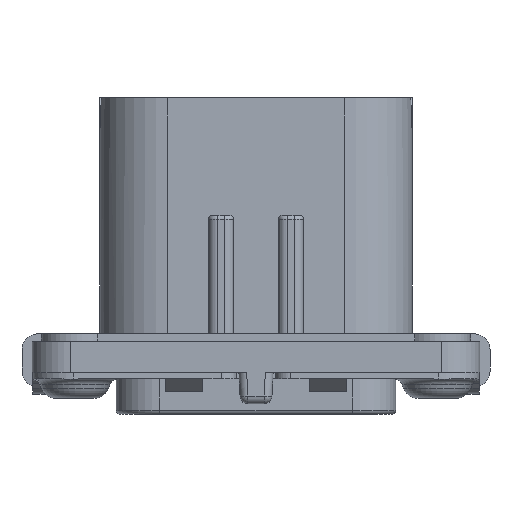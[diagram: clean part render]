
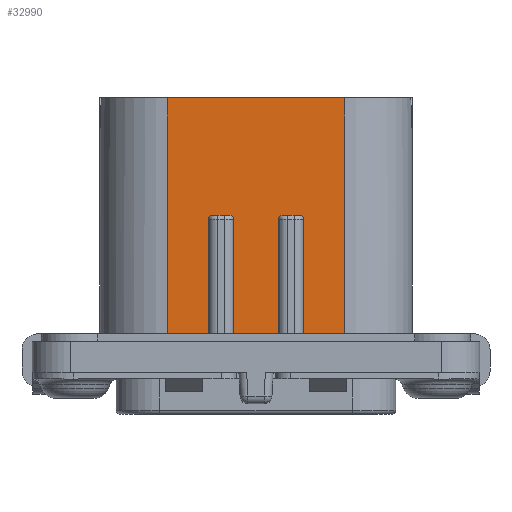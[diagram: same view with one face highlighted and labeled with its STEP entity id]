
A CAD part, front view. The second image highlights one B-rep face of the part: STEP entity #32990.
In plain terms, the highlighted planar face has unit normal (0, -1, 0).
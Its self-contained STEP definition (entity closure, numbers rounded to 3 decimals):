
#1459=DIRECTION('',(1.,0.,0.));
#1460=VECTOR('',#1459,2.66);
#1461=CARTESIAN_POINT('',(3.04,-9.,2.));
#1462=LINE('',#1461,#1460);
#1603=DIRECTION('',(1.,0.,0.));
#1604=VECTOR('',#1603,11.4);
#1605=CARTESIAN_POINT('',(-5.7,-9.,17.67));
#1606=LINE('',#1605,#1604);
#7555=DIRECTION('',(0.,0.,1.));
#7556=VECTOR('',#7555,7.87);
#7557=CARTESIAN_POINT('',(3.04,-9.,2.));
#7558=LINE('',#7557,#7556);
#7559=DIRECTION('',(1.,0.,0.));
#7560=VECTOR('',#7559,1.1);
#7561=CARTESIAN_POINT('',(1.69,-9.,10.12));
#7562=LINE('',#7561,#7560);
#7563=DIRECTION('',(0.,0.,1.));
#7564=VECTOR('',#7563,7.87);
#7565=CARTESIAN_POINT('',(1.44,-9.,2.));
#7566=LINE('',#7565,#7564);
#7567=DIRECTION('',(0.,0.,1.));
#7568=VECTOR('',#7567,7.87);
#7569=CARTESIAN_POINT('',(-1.44,-9.,2.));
#7570=LINE('',#7569,#7568);
#7571=DIRECTION('',(1.,0.,0.));
#7572=VECTOR('',#7571,1.1);
#7573=CARTESIAN_POINT('',(-2.79,-9.,10.12));
#7574=LINE('',#7573,#7572);
#7575=DIRECTION('',(0.,0.,1.));
#7576=VECTOR('',#7575,7.87);
#7577=CARTESIAN_POINT('',(-3.04,-9.,2.));
#7578=LINE('',#7577,#7576);
#7579=DIRECTION('',(0.,0.,-1.));
#7580=VECTOR('',#7579,15.67);
#7581=CARTESIAN_POINT('',(-5.7,-9.,17.67));
#7582=LINE('',#7581,#7580);
#7583=DIRECTION('',(0.,0.,-1.));
#7584=VECTOR('',#7583,15.67);
#7585=CARTESIAN_POINT('',(5.7,-9.,17.67));
#7586=LINE('',#7585,#7584);
#7600=CARTESIAN_POINT('',(2.79,-9.,9.87));
#7601=DIRECTION('',(0.,1.,0.));
#7602=DIRECTION('',(0.,0.,1.));
#7603=AXIS2_PLACEMENT_3D('',#7600,#7601,#7602);
#7642=CARTESIAN_POINT('',(1.69,-9.,9.87));
#7643=DIRECTION('',(0.,1.,0.));
#7644=DIRECTION('',(-1.,0.,0.));
#7645=AXIS2_PLACEMENT_3D('',#7642,#7643,#7644);
#7753=DIRECTION('',(1.,0.,0.));
#7754=VECTOR('',#7753,2.66);
#7755=CARTESIAN_POINT('',(-5.7,-9.,2.));
#7756=LINE('',#7755,#7754);
#7765=CARTESIAN_POINT('',(-2.79,-9.,9.87));
#7766=DIRECTION('',(0.,1.,0.));
#7767=DIRECTION('',(-1.,0.,0.));
#7768=AXIS2_PLACEMENT_3D('',#7765,#7766,#7767);
#7797=CARTESIAN_POINT('',(-1.69,-9.,9.87));
#7798=DIRECTION('',(0.,1.,0.));
#7799=DIRECTION('',(0.,0.,1.));
#7800=AXIS2_PLACEMENT_3D('',#7797,#7798,#7799);
#7822=DIRECTION('',(1.,0.,0.));
#7823=VECTOR('',#7822,2.88);
#7824=CARTESIAN_POINT('',(-1.44,-9.,2.));
#7825=LINE('',#7824,#7823);
#18689=CARTESIAN_POINT('',(-5.7,-9.,17.67));
#18690=CARTESIAN_POINT('',(-5.7,-9.,2.));
#18691=VERTEX_POINT('',#18689);
#18692=VERTEX_POINT('',#18690);
#18693=CARTESIAN_POINT('',(5.7,-9.,17.67));
#18694=CARTESIAN_POINT('',(5.7,-9.,2.));
#18695=VERTEX_POINT('',#18693);
#18696=VERTEX_POINT('',#18694);
#18851=CARTESIAN_POINT('',(-3.04,-9.,2.));
#18852=VERTEX_POINT('',#18851);
#18853=CARTESIAN_POINT('',(-1.44,-9.,2.));
#18854=CARTESIAN_POINT('',(1.44,-9.,2.));
#18855=VERTEX_POINT('',#18853);
#18856=VERTEX_POINT('',#18854);
#18857=CARTESIAN_POINT('',(3.04,-9.,2.));
#18858=VERTEX_POINT('',#18857);
#21316=CARTESIAN_POINT('',(-1.44,-9.,9.87));
#21318=VERTEX_POINT('',#21316);
#21320=CARTESIAN_POINT('',(-1.69,-9.,10.12));
#21322=VERTEX_POINT('',#21320);
#21343=CARTESIAN_POINT('',(-2.79,-9.,10.12));
#21344=VERTEX_POINT('',#21343);
#21345=CARTESIAN_POINT('',(-3.04,-9.,9.87));
#21346=VERTEX_POINT('',#21345);
#21348=CARTESIAN_POINT('',(3.04,-9.,9.87));
#21350=VERTEX_POINT('',#21348);
#21352=CARTESIAN_POINT('',(2.79,-9.,10.12));
#21354=VERTEX_POINT('',#21352);
#21355=CARTESIAN_POINT('',(1.69,-9.,10.12));
#21357=VERTEX_POINT('',#21355);
#21359=CARTESIAN_POINT('',(1.44,-9.,9.87));
#21361=VERTEX_POINT('',#21359);
#32954=CARTESIAN_POINT('',(-10.05,-9.,2.));
#32955=DIRECTION('',(0.,-1.,0.));
#32956=DIRECTION('',(1.,0.,0.));
#32957=AXIS2_PLACEMENT_3D('',#32954,#32955,#32956);
#32958=PLANE('',#32957);
#32960=ORIENTED_EDGE('',*,*,#32959,.T.);
#32962=ORIENTED_EDGE('',*,*,#32961,.F.);
#32964=ORIENTED_EDGE('',*,*,#32963,.F.);
#32966=ORIENTED_EDGE('',*,*,#32965,.F.);
#32968=ORIENTED_EDGE('',*,*,#32967,.F.);
#32970=ORIENTED_EDGE('',*,*,#32969,.F.);
#32972=ORIENTED_EDGE('',*,*,#32971,.T.);
#32974=ORIENTED_EDGE('',*,*,#32973,.F.);
#32976=ORIENTED_EDGE('',*,*,#32975,.F.);
#32978=ORIENTED_EDGE('',*,*,#32977,.F.);
#32980=ORIENTED_EDGE('',*,*,#32979,.F.);
#32982=ORIENTED_EDGE('',*,*,#32981,.F.);
#32984=ORIENTED_EDGE('',*,*,#32983,.F.);
#32985=ORIENTED_EDGE('',*,*,#24623,.T.);
#32986=ORIENTED_EDGE('',*,*,#24592,.T.);
#32987=ORIENTED_EDGE('',*,*,#24419,.F.);
#32988=EDGE_LOOP('',(#32960,#32962,#32964,#32966,#32968,#32970,#32972,#32974,
#32976,#32978,#32980,#32982,#32984,#32985,#32986,#32987));
#32989=FACE_OUTER_BOUND('',#32988,.F.);
#32990=ADVANCED_FACE('',(#32989),#32958,.T.);
#7604=CIRCLE('',#7603,0.25);
#7646=CIRCLE('',#7645,0.25);
#7769=CIRCLE('',#7768,0.25);
#7801=CIRCLE('',#7800,0.25);
#24419=EDGE_CURVE('',#18858,#18696,#1462,.T.);
#24592=EDGE_CURVE('',#18695,#18696,#7586,.T.);
#24623=EDGE_CURVE('',#18691,#18695,#1606,.T.);
#32959=EDGE_CURVE('',#18858,#21350,#7558,.T.);
#32961=EDGE_CURVE('',#21354,#21350,#7604,.T.);
#32963=EDGE_CURVE('',#21357,#21354,#7562,.T.);
#32965=EDGE_CURVE('',#21361,#21357,#7646,.T.);
#32967=EDGE_CURVE('',#18856,#21361,#7566,.T.);
#32969=EDGE_CURVE('',#18855,#18856,#7825,.T.);
#32971=EDGE_CURVE('',#18855,#21318,#7570,.T.);
#32973=EDGE_CURVE('',#21322,#21318,#7801,.T.);
#32975=EDGE_CURVE('',#21344,#21322,#7574,.T.);
#32977=EDGE_CURVE('',#21346,#21344,#7769,.T.);
#32979=EDGE_CURVE('',#18852,#21346,#7578,.T.);
#32981=EDGE_CURVE('',#18692,#18852,#7756,.T.);
#32983=EDGE_CURVE('',#18691,#18692,#7582,.T.);
